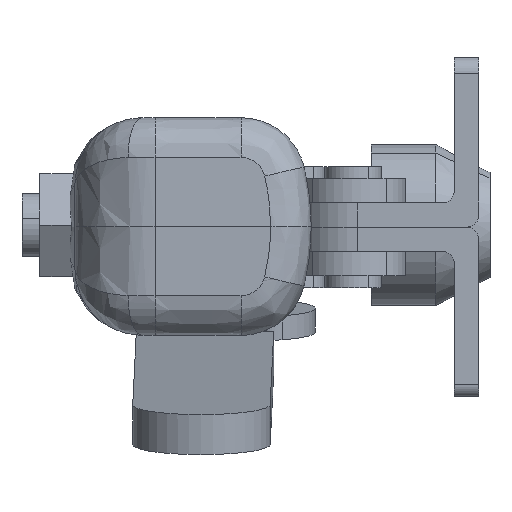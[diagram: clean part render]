
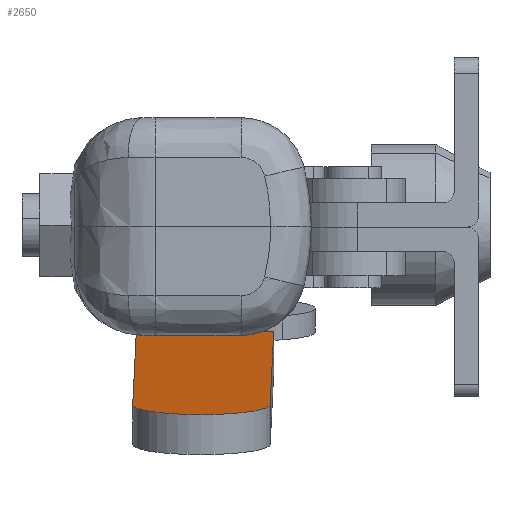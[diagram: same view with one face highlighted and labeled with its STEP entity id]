
A CAD part, left-side view. The second image highlights one B-rep face of the part: STEP entity #2650.
In plain terms, the highlighted face is planar.
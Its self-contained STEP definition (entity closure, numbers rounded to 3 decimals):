
#964 = DIRECTION ( 'NONE',  ( 0., 1., 0. ) ) ;
#1549 = VECTOR ( 'NONE', #4423, 1000. ) ;
#1914 = EDGE_CURVE ( 'NONE', #22012, #19957, #8127, .T. ) ;
#2650 = ADVANCED_FACE ( 'NONE', ( #25221 ), #2785, .T. ) ;
#2666 = ORIENTED_EDGE ( 'NONE', *, *, #10592, .T. ) ;
#2785 = PLANE ( 'NONE',  #10167 ) ;
#3347 = CARTESIAN_POINT ( 'NONE',  ( 62.025, 7.5, 4. ) ) ;
#4213 = CARTESIAN_POINT ( 'NONE',  ( 0., -1., 4. ) ) ;
#4423 = DIRECTION ( 'NONE',  ( -1., 0., 0. ) ) ;
#4586 = CARTESIAN_POINT ( 'NONE',  ( 0., 7.5, 4. ) ) ;
#4875 = DIRECTION ( 'NONE',  ( 0., 0., 1. ) ) ;
#4903 = ORIENTED_EDGE ( 'NONE', *, *, #1914, .T. ) ;
#5143 = CARTESIAN_POINT ( 'NONE',  ( 0., 7.5, 4. ) ) ;
#5979 = CIRCLE ( 'NONE', #17954, 8.5 ) ;
#7019 = CARTESIAN_POINT ( 'NONE',  ( 0., 16., 4. ) ) ;
#8127 = LINE ( 'NONE', #10415, #9206 ) ;
#9004 = CARTESIAN_POINT ( 'NONE',  ( 62.025, 16., 4. ) ) ;
#9206 = VECTOR ( 'NONE', #29148, 1000. ) ;
#9950 = DIRECTION ( 'NONE',  ( 0., 0., 1. ) ) ;
#10167 = AXIS2_PLACEMENT_3D ( 'NONE', #5143, #9950, #19159 ) ;
#10415 = CARTESIAN_POINT ( 'NONE',  ( 0., -1., 4. ) ) ;
#10592 = EDGE_CURVE ( 'NONE', #26522, #28990, #12639, .T. ) ;
#10711 = LINE ( 'NONE', #3347, #22880 ) ;
#11563 = DIRECTION ( 'NONE',  ( 0., -1., 0. ) ) ;
#12639 = LINE ( 'NONE', #7019, #1549 ) ;
#17954 = AXIS2_PLACEMENT_3D ( 'NONE', #4586, #4875, #11563 ) ;
#18818 = CARTESIAN_POINT ( 'NONE',  ( 62.025, -1., 4. ) ) ;
#19159 = DIRECTION ( 'NONE',  ( 0., -1., 0. ) ) ;
#19779 = EDGE_LOOP ( 'NONE', ( #4903, #27343, #2666, #21259 ) ) ;
#19957 = VERTEX_POINT ( 'NONE', #18818 ) ;
#20223 = CARTESIAN_POINT ( 'NONE',  ( 0., 16., 4. ) ) ;
#21259 = ORIENTED_EDGE ( 'NONE', *, *, #28557, .T. ) ;
#22012 = VERTEX_POINT ( 'NONE', #4213 ) ;
#22880 = VECTOR ( 'NONE', #964, 1000. ) ;
#25221 = FACE_OUTER_BOUND ( 'NONE', #19779, .T. ) ;
#26522 = VERTEX_POINT ( 'NONE', #9004 ) ;
#27343 = ORIENTED_EDGE ( 'NONE', *, *, #27818, .T. ) ;
#27818 = EDGE_CURVE ( 'NONE', #19957, #26522, #10711, .T. ) ;
#28557 = EDGE_CURVE ( 'NONE', #28990, #22012, #5979, .T. ) ;
#28990 = VERTEX_POINT ( 'NONE', #20223 ) ;
#29148 = DIRECTION ( 'NONE',  ( 1., 0., 0. ) ) ;
